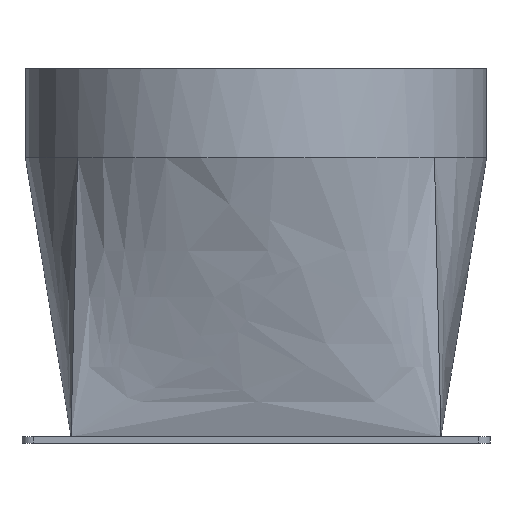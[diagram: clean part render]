
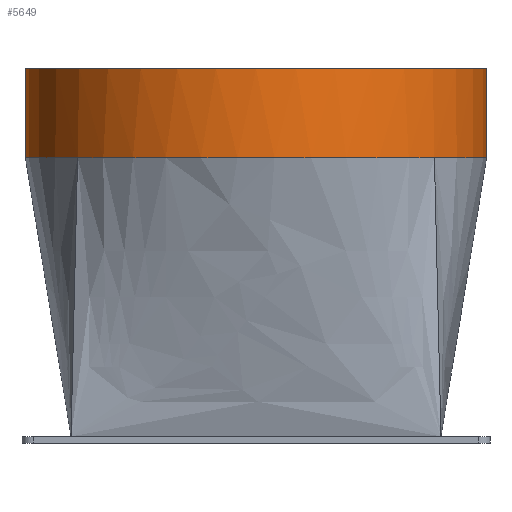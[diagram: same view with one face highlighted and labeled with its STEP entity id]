
A CAD part, front view. The second image highlights one B-rep face of the part: STEP entity #5649.
In plain terms, the highlighted cylindrical face has radius 103.5 mm (diameter 207 mm), a partial arc.
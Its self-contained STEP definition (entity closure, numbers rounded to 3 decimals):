
#41 = DIRECTION ( 'NONE',  ( 0., 0., -1. ) ) ;
#206 = CARTESIAN_POINT ( 'NONE',  ( -103.5, 0., 128. ) ) ;
#552 = EDGE_CURVE ( 'NONE', #6162, #1059, #5311, .T. ) ;
#613 = AXIS2_PLACEMENT_3D ( 'NONE', #3429, #41, #999 ) ;
#707 = EDGE_CURVE ( 'NONE', #4939, #3157, #4207, .T. ) ;
#932 = EDGE_CURVE ( 'NONE', #4675, #2542, #2326, .T. ) ;
#939 = CARTESIAN_POINT ( 'NONE',  ( 0., 0., 128. ) ) ;
#958 = DIRECTION ( 'NONE',  ( 1., 0., 0. ) ) ;
#978 = CARTESIAN_POINT ( 'NONE',  ( 103.5, 0., 168. ) ) ;
#999 = DIRECTION ( 'NONE',  ( -1., 0., 0. ) ) ;
#1028 = CARTESIAN_POINT ( 'NONE',  ( 80.062, -65.593, 128. ) ) ;
#1059 = VERTEX_POINT ( 'NONE', #3859 ) ;
#1487 = LINE ( 'NONE', #4741, #2677 ) ;
#1628 = CYLINDRICAL_SURFACE ( 'NONE', #613, 103.5 ) ;
#1874 = DIRECTION ( 'NONE',  ( 0., 0., -1. ) ) ;
#2114 = ORIENTED_EDGE ( 'NONE', *, *, #552, .F. ) ;
#2263 = ORIENTED_EDGE ( 'NONE', *, *, #3741, .T. ) ;
#2326 = CIRCLE ( 'NONE', #2518, 103.5 ) ;
#2518 = AXIS2_PLACEMENT_3D ( 'NONE', #5795, #4841, #2961 ) ;
#2542 = VERTEX_POINT ( 'NONE', #4250 ) ;
#2677 = VECTOR ( 'NONE', #1874, 1000. ) ;
#2842 = CIRCLE ( 'NONE', #5549, 103.5 ) ;
#2955 = CARTESIAN_POINT ( 'NONE',  ( -80.062, -65.593, 128. ) ) ;
#2961 = DIRECTION ( 'NONE',  ( 1., 0., 0. ) ) ;
#2995 = ORIENTED_EDGE ( 'NONE', *, *, #932, .T. ) ;
#3130 = LINE ( 'NONE', #978, #3948 ) ;
#3157 = VERTEX_POINT ( 'NONE', #2955 ) ;
#3290 = FACE_OUTER_BOUND ( 'NONE', #4215, .T. ) ;
#3299 = AXIS2_PLACEMENT_3D ( 'NONE', #4354, #4774, #3847 ) ;
#3429 = CARTESIAN_POINT ( 'NONE',  ( 0., 0., 168. ) ) ;
#3603 = ORIENTED_EDGE ( 'NONE', *, *, #5285, .F. ) ;
#3685 = ORIENTED_EDGE ( 'NONE', *, *, #5296, .T. ) ;
#3741 = EDGE_CURVE ( 'NONE', #3157, #4675, #2842, .T. ) ;
#3847 = DIRECTION ( 'NONE',  ( 1., 0., 0. ) ) ;
#3859 = CARTESIAN_POINT ( 'NONE',  ( 103.5, 0., 168. ) ) ;
#3948 = VECTOR ( 'NONE', #5258, 1000. ) ;
#4012 = CARTESIAN_POINT ( 'NONE',  ( -103.5, 0., 168. ) ) ;
#4207 = CIRCLE ( 'NONE', #4572, 103.5 ) ;
#4215 = EDGE_LOOP ( 'NONE', ( #3603, #2114, #3685, #5861, #2263, #2995 ) ) ;
#4250 = CARTESIAN_POINT ( 'NONE',  ( 103.5, 0., 128. ) ) ;
#4354 = CARTESIAN_POINT ( 'NONE',  ( 0., 0., 168. ) ) ;
#4572 = AXIS2_PLACEMENT_3D ( 'NONE', #939, #5781, #958 ) ;
#4675 = VERTEX_POINT ( 'NONE', #1028 ) ;
#4696 = DIRECTION ( 'NONE',  ( 1., 0., 0. ) ) ;
#4741 = CARTESIAN_POINT ( 'NONE',  ( -103.5, 0., 168. ) ) ;
#4774 = DIRECTION ( 'NONE',  ( 0., 0., 1. ) ) ;
#4841 = DIRECTION ( 'NONE',  ( 0., 0., 1. ) ) ;
#4939 = VERTEX_POINT ( 'NONE', #206 ) ;
#5138 = CARTESIAN_POINT ( 'NONE',  ( 0., 0., 128. ) ) ;
#5258 = DIRECTION ( 'NONE',  ( 0., 0., -1. ) ) ;
#5285 = EDGE_CURVE ( 'NONE', #1059, #2542, #3130, .T. ) ;
#5296 = EDGE_CURVE ( 'NONE', #6162, #4939, #1487, .T. ) ;
#5311 = CIRCLE ( 'NONE', #3299, 103.5 ) ;
#5549 = AXIS2_PLACEMENT_3D ( 'NONE', #5138, #6074, #4696 ) ;
#5649 = ADVANCED_FACE ( 'NONE', ( #3290 ), #1628, .T. ) ;
#5781 = DIRECTION ( 'NONE',  ( 0., 0., 1. ) ) ;
#5795 = CARTESIAN_POINT ( 'NONE',  ( 0., 0., 128. ) ) ;
#5861 = ORIENTED_EDGE ( 'NONE', *, *, #707, .T. ) ;
#6074 = DIRECTION ( 'NONE',  ( 0., 0., 1. ) ) ;
#6162 = VERTEX_POINT ( 'NONE', #4012 ) ;
